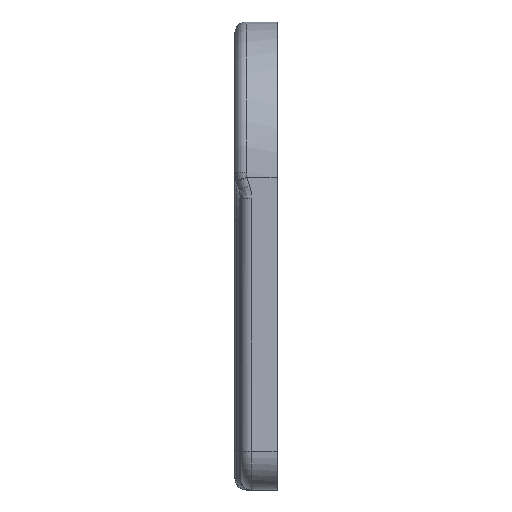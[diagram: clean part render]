
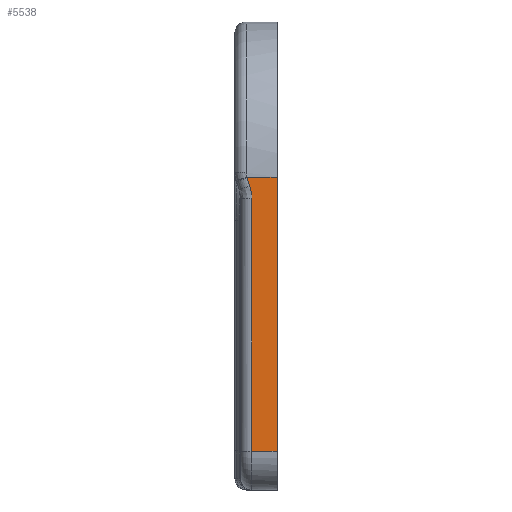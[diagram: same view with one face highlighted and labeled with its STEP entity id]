
A CAD part, left-side view. The second image highlights one B-rep face of the part: STEP entity #5538.
In plain terms, the highlighted planar face has unit normal (-1, 0, 0).
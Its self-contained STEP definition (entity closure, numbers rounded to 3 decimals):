
#250=CIRCLE('',#5916,3.);
#259=CIRCLE('',#5931,7.);
#495=PLANE('',#5988);
#770=FACE_OUTER_BOUND('',#1152,.T.);
#1152=EDGE_LOOP('',(#4734,#4735,#4736,#4737,#4738,#4739,#4740));
#1401=LINE('',#8363,#1884);
#1597=LINE('',#9258,#2080);
#1599=LINE('',#9287,#2082);
#1635=LINE('',#9658,#2118);
#1637=LINE('',#9661,#2120);
#1884=VECTOR('',#6368,10.);
#2080=VECTOR('',#6980,10.);
#2082=VECTOR('',#6990,10.);
#2118=VECTOR('',#7134,10.);
#2120=VECTOR('',#7138,10.);
#2494=VERTEX_POINT('',#8360);
#2495=VERTEX_POINT('',#8362);
#2737=VERTEX_POINT('',#9107);
#2738=VERTEX_POINT('',#9109);
#2750=VERTEX_POINT('',#9256);
#2752=VERTEX_POINT('',#9281);
#2753=VERTEX_POINT('',#9286);
#3073=EDGE_CURVE('',#2494,#2495,#1401,.T.);
#3387=EDGE_CURVE('',#2737,#2738,#250,.T.);
#3408=EDGE_CURVE('',#2750,#2737,#1597,.T.);
#3411=EDGE_CURVE('',#2752,#2750,#259,.T.);
#3413=EDGE_CURVE('',#2753,#2752,#1599,.T.);
#3479=EDGE_CURVE('',#2494,#2738,#1635,.T.);
#3481=EDGE_CURVE('',#2495,#2753,#1637,.T.);
#4734=ORIENTED_EDGE('',*,*,#3413,.F.);
#4735=ORIENTED_EDGE('',*,*,#3481,.F.);
#4736=ORIENTED_EDGE('',*,*,#3073,.F.);
#4737=ORIENTED_EDGE('',*,*,#3479,.T.);
#4738=ORIENTED_EDGE('',*,*,#3387,.F.);
#4739=ORIENTED_EDGE('',*,*,#3408,.F.);
#4740=ORIENTED_EDGE('',*,*,#3411,.F.);
#5538=ADVANCED_FACE('',(#770),#495,.T.);
#5916=AXIS2_PLACEMENT_3D('',#9110,#6948,#6949);
#5931=AXIS2_PLACEMENT_3D('',#9283,#6984,#6985);
#5988=AXIS2_PLACEMENT_3D('',#9660,#7136,#7137);
#6368=DIRECTION('',(0.,0.,-1.));
#6948=DIRECTION('center_axis',(1.,0.,0.));
#6949=DIRECTION('ref_axis',(0.,0.,
-1.));
#6980=DIRECTION('',(0.,0.316,0.949));
#6984=DIRECTION('center_axis',(-1.,0.,0.));
#6985=DIRECTION('ref_axis',(0.,0.,
1.));
#6990=DIRECTION('',(0.,0.,1.));
#7134=DIRECTION('',(0.,1.,0.));
#7136=DIRECTION('center_axis',(-1.,0.,0.));
#7137=DIRECTION('ref_axis',(0.,0.,1.));
#7138=DIRECTION('',(0.,1.,0.));
#8360=CARTESIAN_POINT('',(-0.617,-5.,64.262));
#8362=CARTESIAN_POINT('',(-0.617,-5.,15.442));
#8363=CARTESIAN_POINT('',(-0.617,-5.,64.262));
#9107=CARTESIAN_POINT('',(-0.617,0.346,64.126));
#9109=CARTESIAN_POINT('',(-0.617,0.388,64.262));
#9110=CARTESIAN_POINT('Origin',(-0.617,-2.5,65.075));
#9256=CARTESIAN_POINT('',(-0.617,-0.141,62.666));
#9258=CARTESIAN_POINT('',(-0.617,-7.095,41.802));
#9281=CARTESIAN_POINT('',(-0.617,-0.5,60.452));
#9283=CARTESIAN_POINT('Origin',(-0.617,6.5,60.452));
#9286=CARTESIAN_POINT('',(-0.617,-0.5,15.442));
#9287=CARTESIAN_POINT('',(-0.617,-0.5,25.93));
#9658=CARTESIAN_POINT('',(-0.617,0.,64.262));
#9660=CARTESIAN_POINT('Origin',(-0.617,0.,15.442));
#9661=CARTESIAN_POINT('',(-0.617,0.,15.442));
